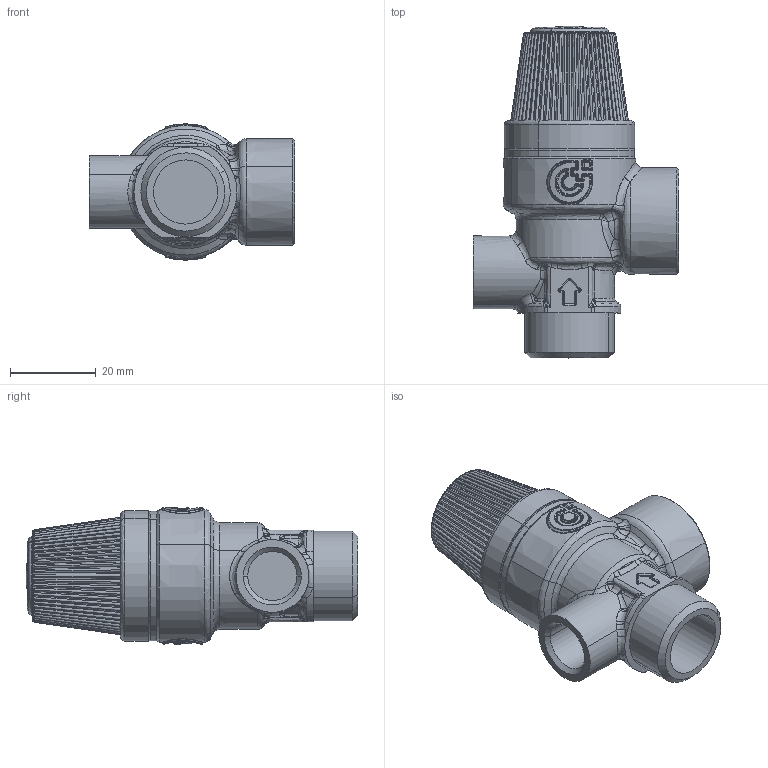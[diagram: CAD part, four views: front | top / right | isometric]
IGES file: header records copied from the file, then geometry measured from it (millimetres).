
Start section: START RECORD GO HERE.
Global section: file name: IGES_314432_CST_-_TST.igs; native system: DASSAULT SYSTEMES CATIA Version 5-6 Release 2020 - www.3ds.com; preprocessor: V5-6R2020_5.30.5.0.09-01-2021.20.00; author: advantage; organization: CALEFFI; date: 20230510.143534; units: millimetre
Bounding box: 48 x 77.58 x 31.8 mm (x, y, z)
Surface area: 12827.8 mm2 (no closed solid volume)
Topology: 0 solids, 0 shells, 903 faces, 4514 edges, 4466 vertices
Faces by surface type: bspline 548, revolution 290, plane 65
